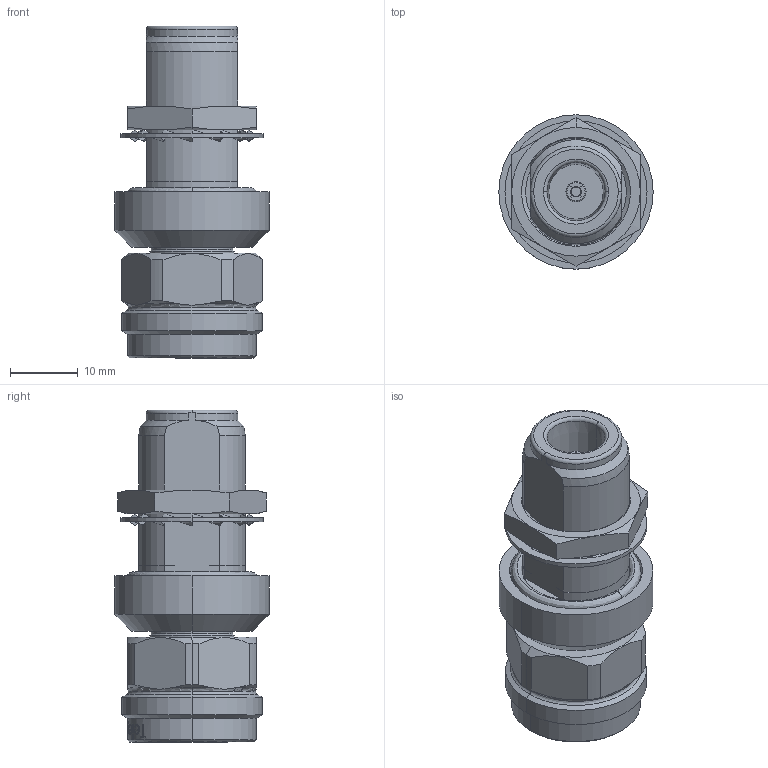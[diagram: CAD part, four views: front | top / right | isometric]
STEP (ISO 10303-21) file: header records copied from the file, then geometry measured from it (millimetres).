
FILE_DESCRIPTION (( 'STEP AP214' ), '1' );
FILE_NAME ('J01028A0047.STEP', '2015-07-30T08:48:03', ( '' ), ( '' ), 'SwSTEP 2.0', 'SolidWorks 2015', '' );
FILE_SCHEMA (( 'AUTOMOTIVE_DESIGN' ));
Length unit declared in the file: millimetre
Products named in the file (1): J01028A0047
Bounding box: 22.8 x 22.8 x 49.05 mm (x, y, z)
Volume: 11080.2 mm3; surface area: 6059.8 mm2
Topology: 2 solids, 2 shells, 415 faces, 1099 edges, 707 vertices
Faces by surface type: plane 134, bspline 123, cylinder 83, cone 63, torus 10, sphere 2
Entity records: 26210 total; most frequent: CARTESIAN_POINT 12379, ORIENTED_EDGE 2198, DIRECTION 1486, EDGE_CURVE 1099, VERTEX_POINT 707, AXIS2_PLACEMENT_3D 565, EDGE_LOOP 464, B_SPLINE_CURVE_WITH_KNOTS 455
